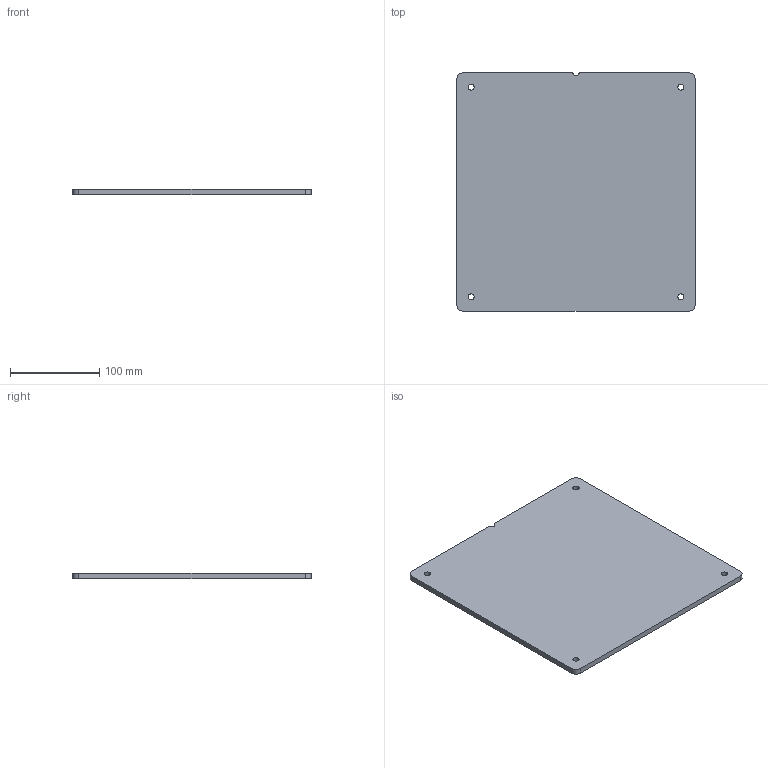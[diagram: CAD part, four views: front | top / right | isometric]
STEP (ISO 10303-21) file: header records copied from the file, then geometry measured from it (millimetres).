
FILE_DESCRIPTION (( 'STEP AP203' ), '1' );
FILE_NAME ('am-5187_pc April Tag Base Plate FE-00082.STEP', '2024-10-29T18:07:34', ( '' ), ( '' ), 'SwSTEP 2.0', 'SolidWorks 2024', '' );
FILE_SCHEMA (( 'CONFIG_CONTROL_DESIGN' ));
Length unit declared in the file: inch
Products named in the file (1): am-5187_pc April Tag Base Plate FE-00082
Bounding box: 266.7 x 266.7 x 6.35 mm (x, y, z)
Volume: 450425.4 mm3; surface area: 149128.6 mm2
Topology: 1 solids, 1 shells, 22 faces, 60 edges, 40 vertices
Faces by surface type: cylinder 15, plane 7
Entity records: 809 total; most frequent: DIRECTION 136, CARTESIAN_POINT 123, ORIENTED_EDGE 120, EDGE_CURVE 60, AXIS2_PLACEMENT_3D 53, VERTEX_POINT 40, CIRCLE 30, EDGE_LOOP 30
